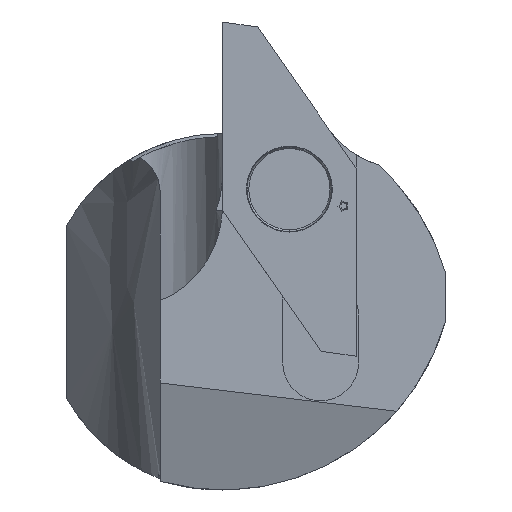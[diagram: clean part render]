
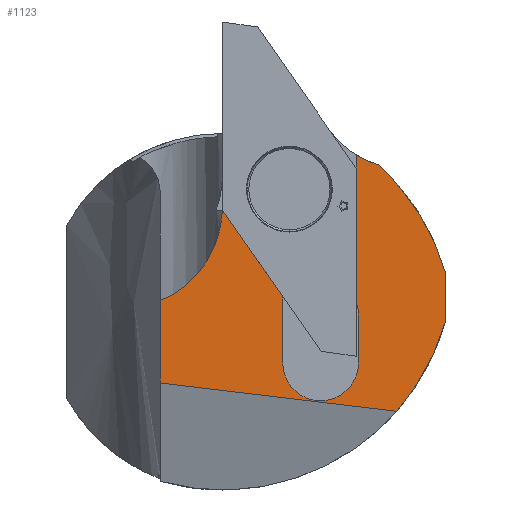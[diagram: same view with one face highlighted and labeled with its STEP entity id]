
A CAD part, left-side view. The second image highlights one B-rep face of the part: STEP entity #1123.
In plain terms, the highlighted planar face has unit normal (-1, 0, 0).
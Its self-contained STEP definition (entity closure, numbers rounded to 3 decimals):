
#10 = DIRECTION ( 'NONE',  ( 0., 0., 1. ) ) ;
#40 = EDGE_CURVE ( 'NONE', #1658, #2123, #535, .T. ) ;
#55 = CARTESIAN_POINT ( 'NONE',  ( 0., 0.101, 2.641 ) ) ;
#66 = ORIENTED_EDGE ( 'NONE', *, *, #1450, .F. ) ;
#74 = LINE ( 'NONE', #655, #1537 ) ;
#81 = LINE ( 'NONE', #243, #945 ) ;
#98 = EDGE_CURVE ( 'NONE', #2389, #2239, #2024, .T. ) ;
#101 = VERTEX_POINT ( 'NONE', #1031 ) ;
#106 = VERTEX_POINT ( 'NONE', #1580 ) ;
#114 = CARTESIAN_POINT ( 'NONE',  ( 0., -2.2, 0.54 ) ) ;
#127 = DIRECTION ( 'NONE',  ( 0., 0., 1. ) ) ;
#163 = DIRECTION ( 'NONE',  ( 0., 0., 1. ) ) ;
#217 = LINE ( 'NONE', #1585, #470 ) ;
#221 = AXIS2_PLACEMENT_3D ( 'NONE', #1597, #284, #127 ) ;
#241 = DIRECTION ( 'NONE',  ( 1., 0., 0. ) ) ;
#243 = CARTESIAN_POINT ( 'NONE',  ( 0., 0., 4.554 ) ) ;
#251 = CARTESIAN_POINT ( 'NONE',  ( 0., 1.153, 1.117 ) ) ;
#278 = ORIENTED_EDGE ( 'NONE', *, *, #2242, .F. ) ;
#280 = CARTESIAN_POINT ( 'NONE',  ( 0., -8.148, 10.527 ) ) ;
#284 = DIRECTION ( 'NONE',  ( -1., 0., 0. ) ) ;
#351 = DIRECTION ( 'NONE',  ( 0., 0., -1. ) ) ;
#366 = CARTESIAN_POINT ( 'NONE',  ( 0., -6., 0.4 ) ) ;
#414 = CIRCLE ( 'NONE', #481, 0.5 ) ;
#422 = DIRECTION ( 'NONE',  ( 0., -0.574, -0.819 ) ) ;
#426 = CARTESIAN_POINT ( 'NONE',  ( 0., -10.002, -0.451 ) ) ;
#428 = VERTEX_POINT ( 'NONE', #1671 ) ;
#438 = LINE ( 'NONE', #2382, #1257 ) ;
#443 = FACE_OUTER_BOUND ( 'NONE', #1226, .T. ) ;
#459 = AXIS2_PLACEMENT_3D ( 'NONE', #2343, #1971, #2320 ) ;
#461 = CARTESIAN_POINT ( 'NONE',  ( 0., -6.1, -2.3 ) ) ;
#470 = VECTOR ( 'NONE', #1944, 1000. ) ;
#481 = AXIS2_PLACEMENT_3D ( 'NONE', #114, #1758, #1391 ) ;
#495 = CARTESIAN_POINT ( 'NONE',  ( 0., -6.1, -0.148 ) ) ;
#535 = CIRCLE ( 'NONE', #221, 10.4 ) ;
#583 = ORIENTED_EDGE ( 'NONE', *, *, #1564, .F. ) ;
#625 = ORIENTED_EDGE ( 'NONE', *, *, #1545, .T. ) ;
#634 = ORIENTED_EDGE ( 'NONE', *, *, #933, .T. ) ;
#655 = CARTESIAN_POINT ( 'NONE',  ( 0., -2.7, 0.698 ) ) ;
#666 = CARTESIAN_POINT ( 'NONE',  ( 0., 2.8, -3.2 ) ) ;
#685 = CIRCLE ( 'NONE', #1150, 10.4 ) ;
#729 = VERTEX_POINT ( 'NONE', #1531 ) ;
#744 = EDGE_CURVE ( 'NONE', #729, #1655, #81, .T. ) ;
#788 = CARTESIAN_POINT ( 'NONE',  ( 0., 2.8, 0.51 ) ) ;
#794 = AXIS2_PLACEMENT_3D ( 'NONE', #963, #241, #1325 ) ;
#795 = CIRCLE ( 'NONE', #1003, 4.1 ) ;
#823 = VECTOR ( 'NONE', #1618, 1000. ) ;
#893 = CARTESIAN_POINT ( 'NONE',  ( 0., -2.7, -2.3 ) ) ;
#896 = ORIENTED_EDGE ( 'NONE', *, *, #1801, .T. ) ;
#897 = AXIS2_PLACEMENT_3D ( 'NONE', #1494, #936, #10 ) ;
#902 = CARTESIAN_POINT ( 'NONE',  ( 0., -6., 0.4 ) ) ;
#908 = ORIENTED_EDGE ( 'NONE', *, *, #1734, .T. ) ;
#931 = ORIENTED_EDGE ( 'NONE', *, *, #1045, .T. ) ;
#933 = EDGE_CURVE ( 'NONE', #1463, #1812, #976, .T. ) ;
#936 = DIRECTION ( 'NONE',  ( -1., 0., 0. ) ) ;
#945 = VECTOR ( 'NONE', #422, 1000. ) ;
#957 = PLANE ( 'NONE',  #794 ) ;
#963 = CARTESIAN_POINT ( 'NONE',  ( 0., 10.5, 0. ) ) ;
#968 = DIRECTION ( 'NONE',  ( 0., 0., 1. ) ) ;
#976 = LINE ( 'NONE', #1424, #1640 ) ;
#979 = CARTESIAN_POINT ( 'NONE',  ( 0., 0.006, 4.554 ) ) ;
#993 = CARTESIAN_POINT ( 'NONE',  ( 0., -7.81, -4.467 ) ) ;
#1003 = AXIS2_PLACEMENT_3D ( 'NONE', #280, #1575, #1382 ) ;
#1031 = CARTESIAN_POINT ( 'NONE',  ( 0., -2.7, 0.54 ) ) ;
#1033 = VERTEX_POINT ( 'NONE', #366 ) ;
#1035 = ORIENTED_EDGE ( 'NONE', *, *, #98, .F. ) ;
#1045 = EDGE_CURVE ( 'NONE', #1812, #1472, #685, .T. ) ;
#1049 = CARTESIAN_POINT ( 'NONE',  ( 0., 0., 4.554 ) ) ;
#1107 = DIRECTION ( 'NONE',  ( 0., -0.993, -0.119 ) ) ;
#1123 = ADVANCED_FACE ( 'NONE', ( #443 ), #957, .F. ) ;
#1150 = AXIS2_PLACEMENT_3D ( 'NONE', #1715, #1913, #2064 ) ;
#1161 = VECTOR ( 'NONE', #968, 1000. ) ;
#1171 = ORIENTED_EDGE ( 'NONE', *, *, #1895, .F. ) ;
#1206 = CARTESIAN_POINT ( 'NONE',  ( 0., -10.002, -0.451 ) ) ;
#1226 = EDGE_LOOP ( 'NONE', ( #278, #1035, #1171, #896, #1362, #66, #2043, #625, #634, #931, #908, #1388, #2150, #583, #1847 ) ) ;
#1257 = VECTOR ( 'NONE', #351, 1000. ) ;
#1280 = LINE ( 'NONE', #1049, #823 ) ;
#1311 = CARTESIAN_POINT ( 'NONE',  ( 0., -2.61, 0.827 ) ) ;
#1325 = DIRECTION ( 'NONE',  ( 0., 0., -1. ) ) ;
#1362 = ORIENTED_EDGE ( 'NONE', *, *, #744, .F. ) ;
#1382 = DIRECTION ( 'NONE',  ( 0., 0., 1. ) ) ;
#1388 = ORIENTED_EDGE ( 'NONE', *, *, #40, .T. ) ;
#1391 = DIRECTION ( 'NONE',  ( 0., 0., -1. ) ) ;
#1424 = CARTESIAN_POINT ( 'NONE',  ( 0., 10.769, -2.248 ) ) ;
#1450 = EDGE_CURVE ( 'NONE', #428, #729, #1280, .T. ) ;
#1463 = VERTEX_POINT ( 'NONE', #666 ) ;
#1472 = VERTEX_POINT ( 'NONE', #1206 ) ;
#1494 = CARTESIAN_POINT ( 'NONE',  ( 0., -4.55, -0.148 ) ) ;
#1500 =( BOUNDED_CURVE ( )  B_SPLINE_CURVE ( 3, ( #788, #251, #55, #979 ),
 .UNSPECIFIED., .F., .F. ) 
 B_SPLINE_CURVE_WITH_KNOTS ( ( 4, 4 ),
 ( 0.323, 1.516 ),
 .UNSPECIFIED. ) 
 CURVE ( )  GEOMETRIC_REPRESENTATION_ITEM ( )  RATIONAL_B_SPLINE_CURVE ( ( 1., 0.885, 0.885, 1. ) ) 
 REPRESENTATION_ITEM ( '' )  );
#1531 = CARTESIAN_POINT ( 'NONE',  ( 0., 0., 4.554 ) ) ;
#1537 = VECTOR ( 'NONE', #1953, 1000. ) ;
#1545 = EDGE_CURVE ( 'NONE', #106, #1463, #438, .T. ) ;
#1564 = EDGE_CURVE ( 'NONE', #1033, #2361, #1842, .T. ) ;
#1575 = DIRECTION ( 'NONE',  ( 1., 0., 0. ) ) ;
#1580 = CARTESIAN_POINT ( 'NONE',  ( 0., 2.8, 0.51 ) ) ;
#1585 = CARTESIAN_POINT ( 'NONE',  ( 0., -6.1, -2.3 ) ) ;
#1597 = CARTESIAN_POINT ( 'NONE',  ( 0., 0., -1.1 ) ) ;
#1609 = CARTESIAN_POINT ( 'NONE',  ( 0., -6., 7.035 ) ) ;
#1618 = DIRECTION ( 'NONE',  ( 0., -1., 0. ) ) ;
#1640 = VECTOR ( 'NONE', #1107, 1000. ) ;
#1655 = VERTEX_POINT ( 'NONE', #1311 ) ;
#1658 = VERTEX_POINT ( 'NONE', #2014 ) ;
#1671 = CARTESIAN_POINT ( 'NONE',  ( 0., 0.006, 4.554 ) ) ;
#1715 = CARTESIAN_POINT ( 'NONE',  ( 0., 0., 2.4 ) ) ;
#1734 = EDGE_CURVE ( 'NONE', #1472, #1658, #2402, .T. ) ;
#1758 = DIRECTION ( 'NONE',  ( -1., 0., 0. ) ) ;
#1801 = EDGE_CURVE ( 'NONE', #101, #1655, #414, .T. ) ;
#1812 = VERTEX_POINT ( 'NONE', #993 ) ;
#1842 = LINE ( 'NONE', #902, #2167 ) ;
#1847 = ORIENTED_EDGE ( 'NONE', *, *, #1985, .F. ) ;
#1895 = EDGE_CURVE ( 'NONE', #101, #2389, #74, .T. ) ;
#1913 = DIRECTION ( 'NONE',  ( -1., 0., 0. ) ) ;
#1914 = CARTESIAN_POINT ( 'NONE',  ( 0., -7., 6.592 ) ) ;
#1944 = DIRECTION ( 'NONE',  ( 0., 0., 1. ) ) ;
#1951 = CIRCLE ( 'NONE', #897, 1.55 ) ;
#1953 = DIRECTION ( 'NONE',  ( 0., 0., -1. ) ) ;
#1971 = DIRECTION ( 'NONE',  ( -1., 0., 0. ) ) ;
#1985 = EDGE_CURVE ( 'NONE', #2363, #1033, #1951, .T. ) ;
#2014 = CARTESIAN_POINT ( 'NONE',  ( 0., -10.002, 1.751 ) ) ;
#2024 = CIRCLE ( 'NONE', #459, 1.7 ) ;
#2043 = ORIENTED_EDGE ( 'NONE', *, *, #2087, .F. ) ;
#2064 = DIRECTION ( 'NONE',  ( 0., 0., 1. ) ) ;
#2087 = EDGE_CURVE ( 'NONE', #106, #428, #1500, .T. ) ;
#2123 = VERTEX_POINT ( 'NONE', #1914 ) ;
#2150 = ORIENTED_EDGE ( 'NONE', *, *, #2245, .T. ) ;
#2167 = VECTOR ( 'NONE', #163, 1000. ) ;
#2239 = VERTEX_POINT ( 'NONE', #461 ) ;
#2242 = EDGE_CURVE ( 'NONE', #2239, #2363, #217, .T. ) ;
#2245 = EDGE_CURVE ( 'NONE', #2123, #2361, #795, .T. ) ;
#2320 = DIRECTION ( 'NONE',  ( 0., 0., 1. ) ) ;
#2343 = CARTESIAN_POINT ( 'NONE',  ( 0., -4.4, -2.3 ) ) ;
#2361 = VERTEX_POINT ( 'NONE', #1609 ) ;
#2363 = VERTEX_POINT ( 'NONE', #495 ) ;
#2382 = CARTESIAN_POINT ( 'NONE',  ( 0., 2.8, 0. ) ) ;
#2389 = VERTEX_POINT ( 'NONE', #893 ) ;
#2402 = LINE ( 'NONE', #426, #1161 ) ;
